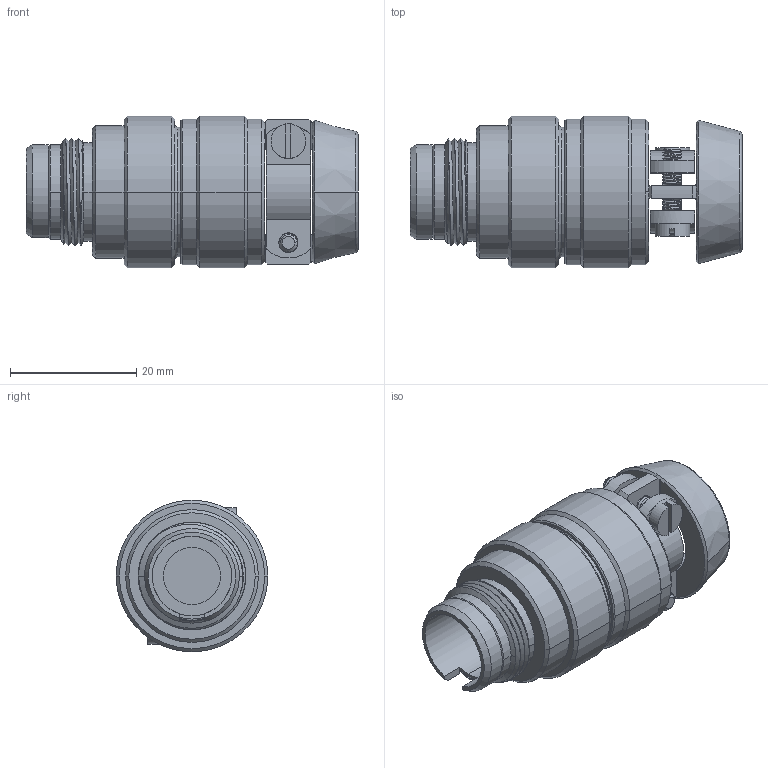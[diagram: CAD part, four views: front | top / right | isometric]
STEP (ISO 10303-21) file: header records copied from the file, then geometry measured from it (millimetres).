
FILE_DESCRIPTION((''),'2;1');
FILE_NAME('13301PES1_SW0001','2018-02-07T11:49:01',('laurentbigonski'),('NET AG system integration'),'CREO PARAMETRIC BY PTC INC, 2017260','CREO PARAMETRIC BY PTC INC, 2017260','');
FILE_SCHEMA(('AUTOMOTIVE_DESIGN { 1 0 10303 214 1 1 1 1 }'));
Length unit declared in the file: millimetre
Products named in the file (1): 13301PES1_SW0001
Bounding box: 52.5 x 24 x 24 mm (x, y, z)
Volume: 10712.4 mm3; surface area: 11158.1 mm2
Topology: 2 solids, 3 shells, 356 faces, 947 edges, 600 vertices
Faces by surface type: cylinder 162, bspline 66, plane 64, cone 53, torus 11
Entity records: 33650 total; most frequent: CARTESIAN_POINT 23727, ORIENTED_EDGE 1894, DIRECTION 1394, EDGE_CURVE 947, VERTEX_POINT 600, AXIS2_PLACEMENT_3D 534, B_SPLINE_CURVE_WITH_KNOTS 385, EDGE_LOOP 375
